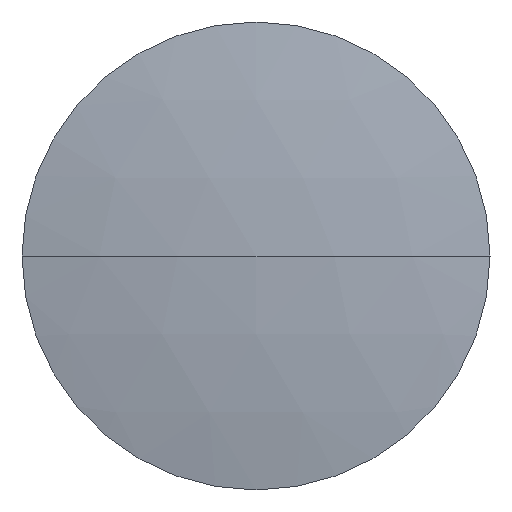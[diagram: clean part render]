
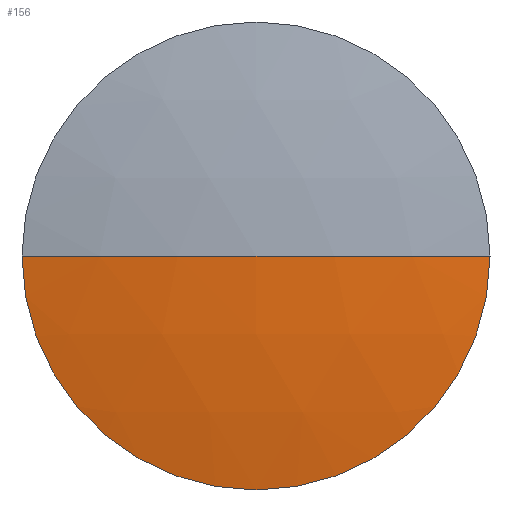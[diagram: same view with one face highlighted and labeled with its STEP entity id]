
A CAD part, left-side view. The second image highlights one B-rep face of the part: STEP entity #156.
In plain terms, the highlighted spherical face has radius 67.7 mm.
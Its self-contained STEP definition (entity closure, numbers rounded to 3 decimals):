
#3 = CARTESIAN_POINT ( 'NONE',  ( 190.312, 65.217, 0. ) ) ;
#5 = DIRECTION ( 'NONE',  ( 0., 0., -1. ) ) ;
#9 = DIRECTION ( 'NONE',  ( -1., 0., 0. ) ) ;
#15 = CIRCLE ( 'NONE', #37, 67.7 ) ;
#37 = AXIS2_PLACEMENT_3D ( 'NONE', #147, #190, #73 ) ;
#41 = ORIENTED_EDGE ( 'NONE', *, *, #173, .T. ) ;
#43 = ORIENTED_EDGE ( 'NONE', *, *, #89, .T. ) ;
#44 = EDGE_CURVE ( 'NONE', #106, #52, #15, .T. ) ;
#48 = CARTESIAN_POINT ( 'NONE',  ( 123.776, 77.717, 0. ) ) ;
#49 = DIRECTION ( 'NONE',  ( 0., 1., 0. ) ) ;
#52 = VERTEX_POINT ( 'NONE', #98 ) ;
#58 = ORIENTED_EDGE ( 'NONE', *, *, #44, .F. ) ;
#64 = CIRCLE ( 'NONE', #191, 12.5 ) ;
#73 = DIRECTION ( 'NONE',  ( 1., 0., 0. ) ) ;
#89 = EDGE_CURVE ( 'NONE', #129, #52, #157, .T. ) ;
#98 = CARTESIAN_POINT ( 'NONE',  ( 122.612, 65.217, 0. ) ) ;
#102 = CARTESIAN_POINT ( 'NONE',  ( 190.312, 65.217, 0. ) ) ;
#106 = VERTEX_POINT ( 'NONE', #48 ) ;
#110 = SPHERICAL_SURFACE ( 'NONE', #187, 67.7 ) ;
#117 = DIRECTION ( 'NONE',  ( 0., 1., 0. ) ) ;
#126 = AXIS2_PLACEMENT_3D ( 'NONE', #3, #151, #117 ) ;
#129 = VERTEX_POINT ( 'NONE', #130 ) ;
#130 = CARTESIAN_POINT ( 'NONE',  ( 123.776, 52.717, 0. ) ) ;
#141 = FACE_OUTER_BOUND ( 'NONE', #180, .T. ) ;
#147 = CARTESIAN_POINT ( 'NONE',  ( 190.312, 65.217, 0. ) ) ;
#151 = DIRECTION ( 'NONE',  ( 0., 0., -1. ) ) ;
#154 = DIRECTION ( 'NONE',  ( 0., -1., 0. ) ) ;
#156 = ADVANCED_FACE ( 'NONE', ( #141 ), #110, .T. ) ;
#157 = CIRCLE ( 'NONE', #126, 67.7 ) ;
#167 = CARTESIAN_POINT ( 'NONE',  ( 123.776, 65.217, 0. ) ) ;
#173 = EDGE_CURVE ( 'NONE', #106, #129, #64, .T. ) ;
#180 = EDGE_LOOP ( 'NONE', ( #41, #43, #58 ) ) ;
#187 = AXIS2_PLACEMENT_3D ( 'NONE', #102, #5, #49 ) ;
#190 = DIRECTION ( 'NONE',  ( 0., 0., 1. ) ) ;
#191 = AXIS2_PLACEMENT_3D ( 'NONE', #167, #9, #154 ) ;
